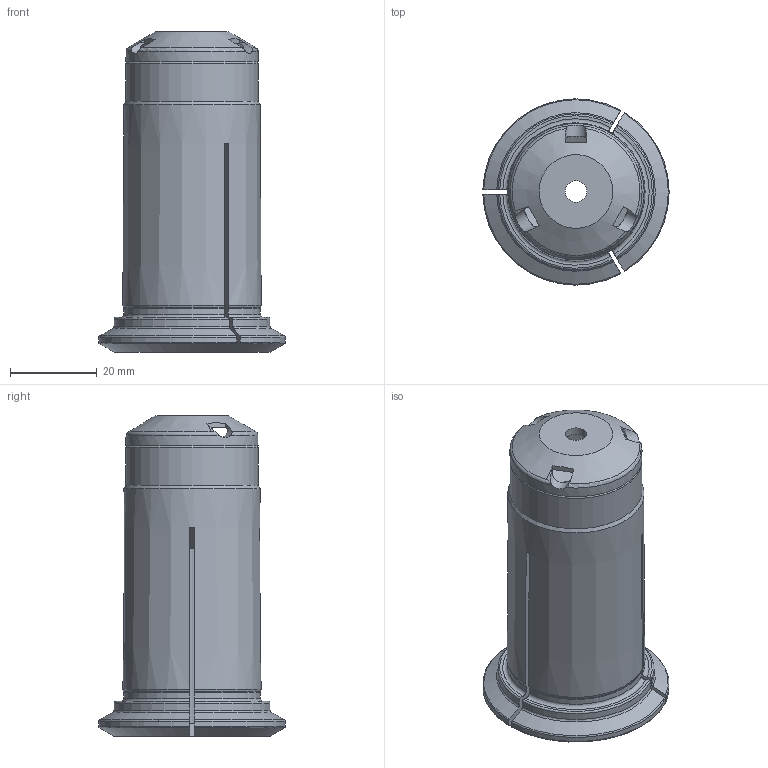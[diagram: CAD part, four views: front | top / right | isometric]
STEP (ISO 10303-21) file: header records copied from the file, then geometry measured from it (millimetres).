
FILE_DESCRIPTION(/* description */ (''),/* implementation_level */ '2;1');
FILE_NAME(/* name */ '173220001.stp',/* time_stamp */ '2021-01-08T12:22:10',/* author */ ('LRA'),/* organization */ ('REGO-FIX'),/* preprocessor_version */ ' Unknown',/* originating_system */ 'SIEMENS PLM Software Solid Edge ST10',/* authorization */ 'Unknown');
FILE_SCHEMA (('AUTOMOTIVE_DESIGN { 1 0 10303 214 2 1 1}'));
Length unit declared in the file: millimetre
Products named in the file (1): NOCUT
Bounding box: 42.99 x 43 x 73.9 mm (x, y, z)
Volume: 32508.1 mm3; surface area: 16743.3 mm2
Topology: 1 solids, 2 shells, 94 faces, 289 edges, 190 vertices
Faces by surface type: plane 29, torus 27, cylinder 21, cone 17
Full cylindrical faces by diameter (mm): 5 x1, 20 x1, 25.5 x1, 26.7 x1, 26.917 x2, 28.5 x1, 30.5 x2
Entity records: 3837 total; most frequent: CARTESIAN_POINT 777, ORIENTED_EDGE 510, DIRECTION 477, EDGE_CURVE 255, AXIS2_PLACEMENT_3D 201, VERTEX_POINT 177, EDGE_LOOP 120, FACE_BOUND 120
